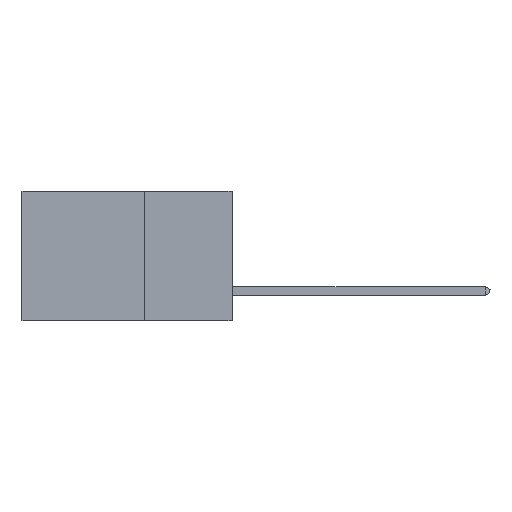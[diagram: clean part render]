
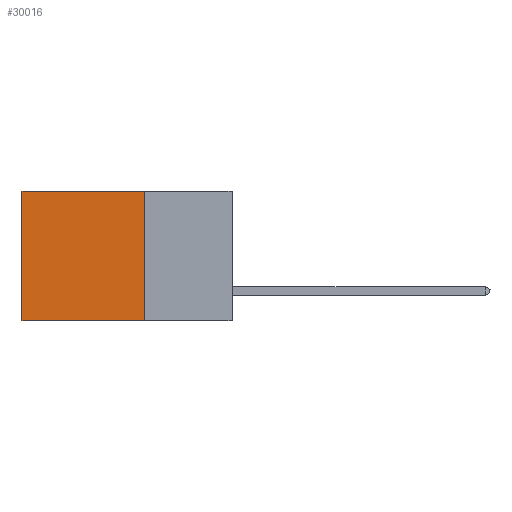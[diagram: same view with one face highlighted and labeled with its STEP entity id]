
A CAD part, left-side view. The second image highlights one B-rep face of the part: STEP entity #30016.
In plain terms, the highlighted planar face has unit normal (-1, 0, 0).
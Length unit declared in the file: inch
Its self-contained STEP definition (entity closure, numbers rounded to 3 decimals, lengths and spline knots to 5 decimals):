
#541 = CARTESIAN_POINT ( 'NONE',  ( 0.2875, 0.6, -0.37 ) ) ;
#1518 = CARTESIAN_POINT ( 'NONE',  ( 0.2875, 0.6, 0. ) ) ;
#2065 = LINE ( 'NONE', #25358, #33894 ) ;
#2152 = CARTESIAN_POINT ( 'NONE',  ( 0.2875, 0.25, -0.37 ) ) ;
#3858 = DIRECTION ( 'NONE',  ( 0., 0., -1. ) ) ;
#5414 = FACE_OUTER_BOUND ( 'NONE', #36979, .T. ) ;
#5734 = EDGE_CURVE ( 'NONE', #24913, #12639, #18753, .T. ) ;
#6844 = CARTESIAN_POINT ( 'NONE',  ( 0.2875, 0.25, 0. ) ) ;
#7468 = PLANE ( 'NONE',  #25544 ) ;
#7857 = DIRECTION ( 'NONE',  ( 0., 0., -1. ) ) ;
#8985 = EDGE_CURVE ( 'NONE', #24124, #34867, #18134, .T. ) ;
#11749 = ORIENTED_EDGE ( 'NONE', *, *, #30406, .T. ) ;
#12106 = EDGE_CURVE ( 'NONE', #34867, #12639, #39319, .T. ) ;
#12639 = VERTEX_POINT ( 'NONE', #541 ) ;
#16782 = ORIENTED_EDGE ( 'NONE', *, *, #12106, .F. ) ;
#18134 = LINE ( 'NONE', #38043, #35142 ) ;
#18753 = LINE ( 'NONE', #1518, #37745 ) ;
#19030 = ORIENTED_EDGE ( 'NONE', *, *, #8985, .F. ) ;
#20645 = CARTESIAN_POINT ( 'NONE',  ( 0.2875, 0.25, 0. ) ) ;
#20933 = DIRECTION ( 'NONE',  ( 1., 0., 0. ) ) ;
#22403 = CARTESIAN_POINT ( 'NONE',  ( 0.2875, 0.6, 0. ) ) ;
#22673 = DIRECTION ( 'NONE',  ( 0., 0., -1. ) ) ;
#24124 = VERTEX_POINT ( 'NONE', #6844 ) ;
#24913 = VERTEX_POINT ( 'NONE', #22403 ) ;
#25358 = CARTESIAN_POINT ( 'NONE',  ( 0.2875, 0.25, 0. ) ) ;
#25544 = AXIS2_PLACEMENT_3D ( 'NONE', #20645, #20933, #3858 ) ;
#27851 = CARTESIAN_POINT ( 'NONE',  ( 0.2875, 0.25, -0.37 ) ) ;
#28142 = DIRECTION ( 'NONE',  ( 0., 1., 0. ) ) ;
#29587 = VECTOR ( 'NONE', #28142, 39.37008 ) ;
#30016 = ADVANCED_FACE ( 'NONE', ( #5414 ), #7468, .F. ) ;
#30406 = EDGE_CURVE ( 'NONE', #24124, #24913, #2065, .T. ) ;
#33894 = VECTOR ( 'NONE', #38402, 39.37008 ) ;
#34867 = VERTEX_POINT ( 'NONE', #27851 ) ;
#35142 = VECTOR ( 'NONE', #22673, 39.37008 ) ;
#36979 = EDGE_LOOP ( 'NONE', ( #38797, #16782, #19030, #11749 ) ) ;
#37745 = VECTOR ( 'NONE', #7857, 39.37008 ) ;
#38043 = CARTESIAN_POINT ( 'NONE',  ( 0.2875, 0.25, 0. ) ) ;
#38402 = DIRECTION ( 'NONE',  ( 0., 1., 0. ) ) ;
#38797 = ORIENTED_EDGE ( 'NONE', *, *, #5734, .T. ) ;
#39319 = LINE ( 'NONE', #2152, #29587 ) ;
